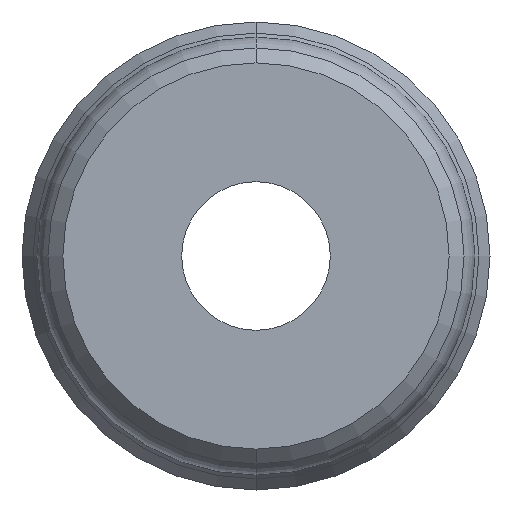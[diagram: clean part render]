
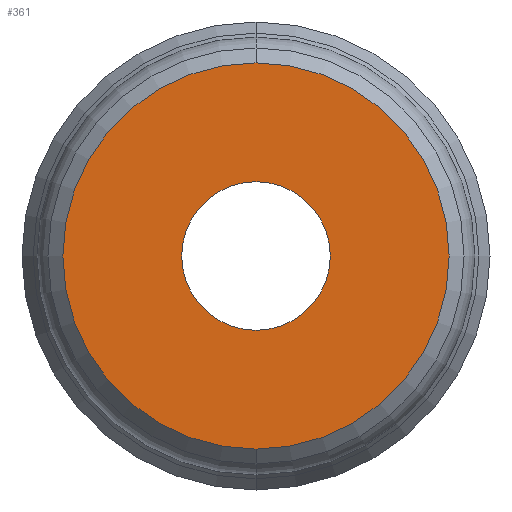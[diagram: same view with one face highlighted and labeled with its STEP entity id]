
A CAD part, front view. The second image highlights one B-rep face of the part: STEP entity #361.
In plain terms, the highlighted planar face has unit normal (0, -1, 0).
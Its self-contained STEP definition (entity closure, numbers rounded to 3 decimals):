
#37 = VERTEX_POINT ( 'NONE', #439 ) ;
#38 = VERTEX_POINT ( 'NONE', #438 ) ;
#40 = EDGE_CURVE ( 'NONE', #38, #37, #437, .T. ) ;
#45 = VERTEX_POINT ( 'NONE', #485 ) ;
#70 = EDGE_CURVE ( 'NONE', #45, #74, #748, .T. ) ;
#74 = VERTEX_POINT ( 'NONE', #818 ) ;
#361 = ADVANCED_FACE ( 'NONE', ( #1294, #1293 ), #1306, .T. ) ;
#362 = EDGE_LOOP ( 'NONE', ( #363, #365 ) ) ;
#363 = ORIENTED_EDGE ( 'NONE', *, *, #364, .T. ) ;
#364 = EDGE_CURVE ( 'NONE', #74, #45, #1265, .T. ) ;
#365 = ORIENTED_EDGE ( 'NONE', *, *, #70, .T. ) ;
#366 = EDGE_LOOP ( 'NONE', ( #367, #369 ) ) ;
#367 = ORIENTED_EDGE ( 'NONE', *, *, #368, .T. ) ;
#368 = EDGE_CURVE ( 'NONE', #37, #38, #1252, .T. ) ;
#369 = ORIENTED_EDGE ( 'NONE', *, *, #40, .T. ) ;
#434 = DIRECTION ( 'NONE',  ( 0., -1., 0. ) ) ;
#435 = CARTESIAN_POINT ( 'NONE',  ( 0., 0., 0. ) ) ;
#436 = AXIS2_PLACEMENT_3D ( 'NONE', #435, #434, #487 ) ;
#437 = CIRCLE ( 'NONE', #436, 3.9 ) ;
#438 = CARTESIAN_POINT ( 'NONE',  ( 0., 0., -3.9 ) ) ;
#439 = CARTESIAN_POINT ( 'NONE',  ( 0., 0., 3.9 ) ) ;
#485 = CARTESIAN_POINT ( 'NONE',  ( 0., 0., -1.5 ) ) ;
#487 = DIRECTION ( 'NONE',  ( 0., 0., -1. ) ) ;
#748 = CIRCLE ( 'NONE', #804, 1.5 ) ;
#781 = DIRECTION ( 'NONE',  ( 0., 0., 1. ) ) ;
#802 = DIRECTION ( 'NONE',  ( 0., 1., 0. ) ) ;
#803 = CARTESIAN_POINT ( 'NONE',  ( 0., 0., 0. ) ) ;
#804 = AXIS2_PLACEMENT_3D ( 'NONE', #803, #802, #781 ) ;
#818 = CARTESIAN_POINT ( 'NONE',  ( 0., 0., 1.5 ) ) ;
#1250 = DIRECTION ( 'NONE',  ( 0., -1., 0. ) ) ;
#1251 = AXIS2_PLACEMENT_3D ( 'NONE', #1266, #1250, #1260 ) ;
#1252 = CIRCLE ( 'NONE', #1251, 3.9 ) ;
#1254 = DIRECTION ( 'NONE',  ( 0., 0., 1. ) ) ;
#1260 = DIRECTION ( 'NONE',  ( 0., 0., -1. ) ) ;
#1262 = DIRECTION ( 'NONE',  ( 0., 1., 0. ) ) ;
#1263 = CARTESIAN_POINT ( 'NONE',  ( 0., 0., 0. ) ) ;
#1264 = AXIS2_PLACEMENT_3D ( 'NONE', #1263, #1262, #1254 ) ;
#1265 = CIRCLE ( 'NONE', #1264, 1.5 ) ;
#1266 = CARTESIAN_POINT ( 'NONE',  ( 0., 0., 0. ) ) ;
#1267 = DIRECTION ( 'NONE',  ( 0., 0., -1. ) ) ;
#1293 = FACE_OUTER_BOUND ( 'NONE', #366, .T. ) ;
#1294 = FACE_BOUND ( 'NONE', #362, .T. ) ;
#1303 = DIRECTION ( 'NONE',  ( 0., -1., 0. ) ) ;
#1304 = CARTESIAN_POINT ( 'NONE',  ( 3.9, 0., 0. ) ) ;
#1305 = AXIS2_PLACEMENT_3D ( 'NONE', #1304, #1303, #1267 ) ;
#1306 = PLANE ( 'NONE',  #1305 ) ;
